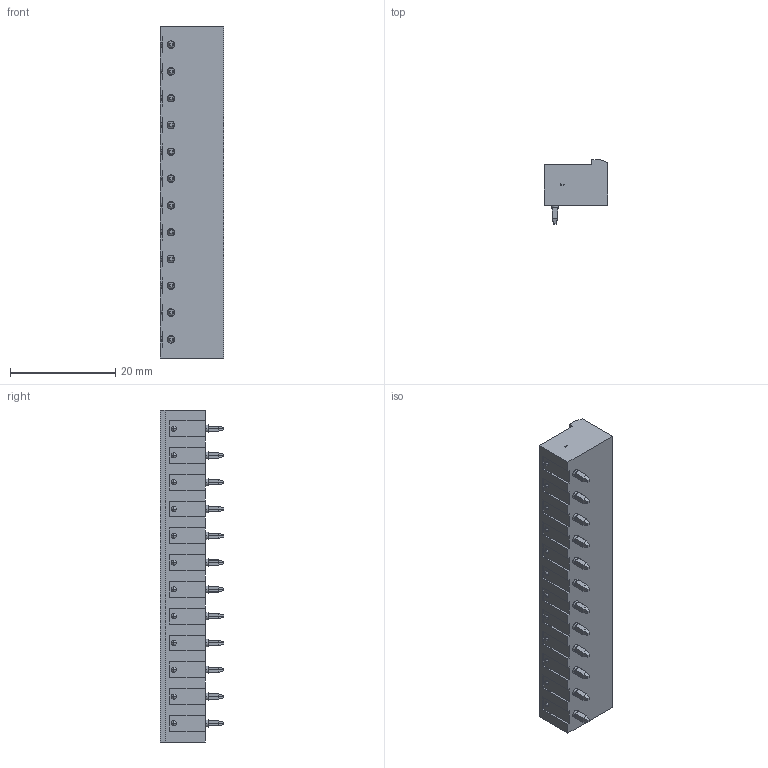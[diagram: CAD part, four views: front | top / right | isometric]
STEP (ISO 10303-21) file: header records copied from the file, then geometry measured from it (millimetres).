
FILE_DESCRIPTION(('SolidDesigner STEP Export'),'1');
FILE_NAME('mstba_2.5-hc-12-g-5.08.stp','2000-11-14T17:10:55',(''),(''), 'SolidDesigner STEP processor Version: 7.0(Mar 1999)for AP214(CD)(Solid Model)', 'CoCreate SolidDesigner: 08.01 19-Jun-2000(C) CoCreate Software GmbH','');
FILE_SCHEMA(('AUTOMOTIVE_DESIGN_CC2 {1 2 10303 214 -1 1 5 1}'));
Length unit declared in the file: millimetre
Products named in the file (2): mstba_2.5-hc-12-g-5.08
Assembly tree (1 placements, depth 2):
  mstba_2.5-hc-12-g-5.08
    mstba_2.5-hc-12-g-5.08
Bounding box: 12 x 12.1 x 62.96 mm (x, y, z)
Volume: 3124.3 mm3; surface area: 4432.5 mm2
Topology: 1 solids, 1 shells, 1070 faces, 2385 edges, 1406 vertices
Faces by surface type: plane 895, cylinder 103, sphere 48, cone 24
Entity records: 34497 total; most frequent: ORIENTED_EDGE 4770, CARTESIAN_POINT 4484, DIRECTION 3881, EDGE_CURVE 2385, VECTOR 1651, LINE 1651, VERTEX_POINT 1406, EDGE_LOOP 1159
